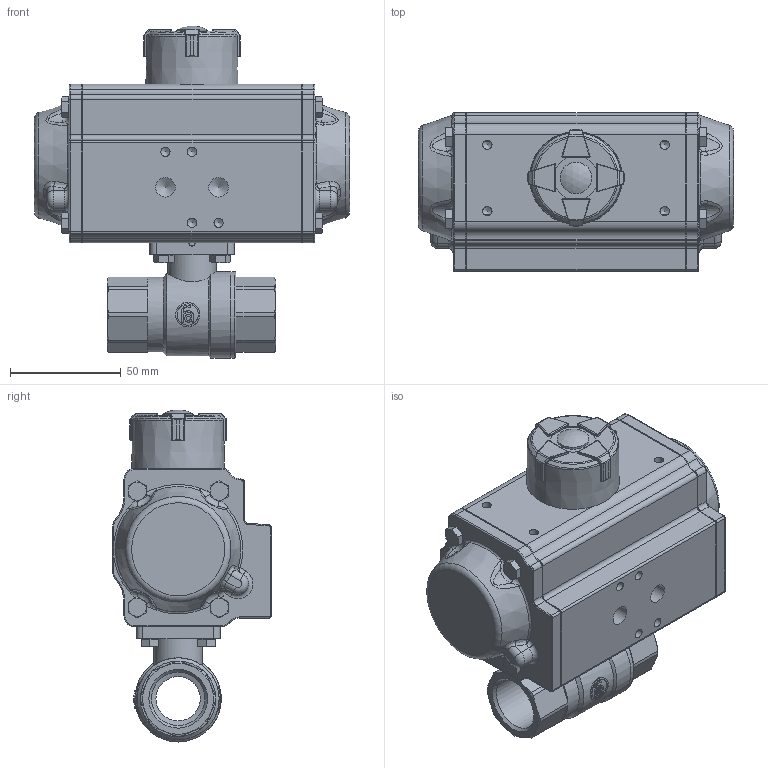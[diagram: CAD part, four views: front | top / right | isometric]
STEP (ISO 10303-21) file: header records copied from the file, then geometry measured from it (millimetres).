
FILE_DESCRIPTION(/* description */ ('Unknown'),/* implementation_level */ '2;1');
FILE_NAME(/* name */ 'FR01 0767-05',/* time_stamp */ '2022-10-14T10:25:19+02:00',/* author */ ('Unknown'),/* organization */ ('Unknown'),/* preprocessor_version */ 'ST-DEVELOPER v16.7',/* originating_system */ 'Solid Edge',/* authorisation */ 'Unknown');
FILE_SCHEMA (('AUTOMOTIVE_DESIGN {1 0 10303 214 3 1 1}'));
Length unit declared in the file: millimetre
Products named in the file (17): DW02_FR010767-05; 2.110.020_(767-05); LA0160#12020; OR0072#V22; SE0164#020; RO0079#06; AT0042#24; OR0072#V21; LA0020#020; LA0161#020; DIN 933 M5x16 A2-70 BLK_EDST; DW02_FR01_(DW20_FR15); KP-50; cup head square neck bolts grade b gb_GB_FASTENER_BOLT_CHSNBSHB M6X25
-N; ________(___________; _____________; ______
Assembly tree (24 placements, depth 3):
  DW02_FR010767-05
    2.110.020_(767-05)
      LA0160#12020
      OR0072#V22  x2
      SE0164#020  x2
      RO0079#06
      AT0042#24
      OR0072#V21  x2
      LA0020#020
      LA0161#020
    DIN 933 M5x16 A2-70 BLK_EDST  x4
    DW02_FR01_(DW20_FR15)
      KP-50
      cup head square neck bolts grade b gb_GB_FASTENER_BOLT_CHSNBSHB M6X25
-N
      ________(___________  x2
      _____________  x2
      ______
Bounding box: 142.2 x 71.5 x 149.82 mm (x, y, z)
Volume: 629763.6 mm3; surface area: 94463.6 mm2
Topology: 22 solids, 22 shells, 1375 faces, 3271 edges, 1983 vertices
Faces by surface type: plane 516, cylinder 376, cone 184, bspline 166, torus 121, sphere 12
Full cylindrical faces by diameter (mm): 1.853 x1, 2.1 x2, 3 x16, 3.3 x8, 4.2 x12, 5 x9, 6 x5, 6.2 x1, 8 x4, 8.1 x2, 8.8 x2, 9.611 x1, 10.8 x1, 11 x4, 11.02 x1, 11.1 x1, 11.7 x1, 13.9 x1, 14.2 x1, 14.5 x2, 15.5 x1, 15.9 x1, 16 x1, 20 x6, 22 x1, 23.5 x1, 24.117 x2, 28 x3, 28.2 x1, 32.5 x1
Entity records: 42168 total; most frequent: CARTESIAN_POINT 14689, DIRECTION 5162, ORIENTED_EDGE 5032, EDGE_CURVE 2516, AXIS2_PLACEMENT_3D 2066, VERTEX_POINT 1642, FACE_BOUND 1448, EDGE_LOOP 1428
